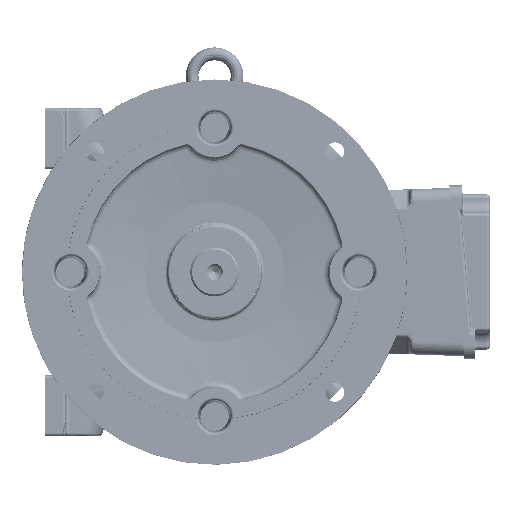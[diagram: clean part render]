
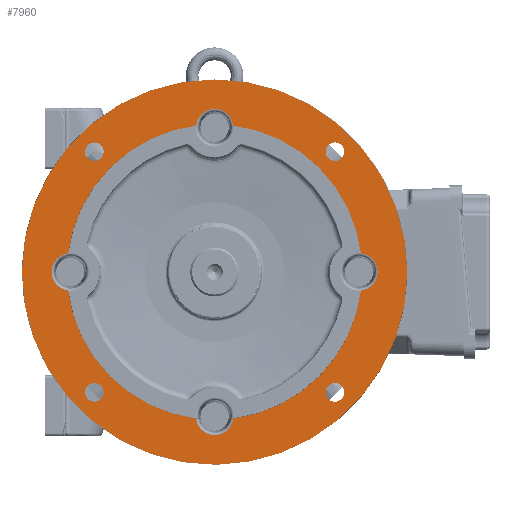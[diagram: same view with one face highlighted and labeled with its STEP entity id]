
A CAD part, left-side view. The second image highlights one B-rep face of the part: STEP entity #7960.
In plain terms, the highlighted planar face has unit normal (-1, 0, 0).
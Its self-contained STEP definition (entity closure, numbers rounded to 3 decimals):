
#7960 = ADVANCED_FACE( '', ( #18685, #18686, #18687, #18688, #18689, #18690 ), #18691, .T. );
#18685 = FACE_BOUND( '', #85999, .T. );
#18686 = FACE_BOUND( '', #86000, .T. );
#18687 = FACE_BOUND( '', #86001, .T. );
#18688 = FACE_BOUND( '', #86002, .T. );
#18689 = FACE_OUTER_BOUND( '', #86003, .T. );
#18690 = FACE_BOUND( '', #86004, .T. );
#18691 = PLANE( '', #86005 );
#85999 = EDGE_LOOP( '', ( #191209 ) );
#86000 = EDGE_LOOP( '', ( #191210 ) );
#86001 = EDGE_LOOP( '', ( #191211 ) );
#86002 = EDGE_LOOP( '', ( #191212 ) );
#86003 = EDGE_LOOP( '', ( #191213 ) );
#86004 = EDGE_LOOP( '', ( #191214, #191215, #191216, #191217, #191218, #191219, #191220, #191221 ) );
#86005 = AXIS2_PLACEMENT_3D( '', #191222, #191223, #191224 );
#191209 = ORIENTED_EDGE( '', *, *, #219611, .F. );
#191210 = ORIENTED_EDGE( '', *, *, #219612, .F. );
#191211 = ORIENTED_EDGE( '', *, *, #219613, .F. );
#191212 = ORIENTED_EDGE( '', *, *, #214974, .F. );
#191213 = ORIENTED_EDGE( '', *, *, #219614, .T. );
#191214 = ORIENTED_EDGE( '', *, *, #219615, .F. );
#191215 = ORIENTED_EDGE( '', *, *, #216854, .T. );
#191216 = ORIENTED_EDGE( '', *, *, #219616, .F. );
#191217 = ORIENTED_EDGE( '', *, *, #219462, .T. );
#191218 = ORIENTED_EDGE( '', *, *, #219617, .F. );
#191219 = ORIENTED_EDGE( '', *, *, #218407, .T. );
#191220 = ORIENTED_EDGE( '', *, *, #219618, .F. );
#191221 = ORIENTED_EDGE( '', *, *, #219619, .T. );
#191222 = CARTESIAN_POINT( '', ( -178., 0., 115. ) );
#191223 = DIRECTION( '', ( -1., 0., 0. ) );
#191224 = DIRECTION( '', ( 0., 0., 1. ) );
#214974 = EDGE_CURVE( '', #232120, #232120, #232121, .T. );
#216854 = EDGE_CURVE( '', #235053, #235057, #235059, .F. );
#218407 = EDGE_CURVE( '', #237339, #237343, #237345, .F. );
#219462 = EDGE_CURVE( '', #238804, #238806, #238808, .F. );
#219611 = EDGE_CURVE( '', #239008, #239008, #239009, .T. );
#219612 = EDGE_CURVE( '', #239010, #239010, #239011, .T. );
#219613 = EDGE_CURVE( '', #239012, #239012, #239013, .T. );
#219614 = EDGE_CURVE( '', #239014, #239014, #239015, .T. );
#219615 = EDGE_CURVE( '', #235053, #239016, #239017, .T. );
#219616 = EDGE_CURVE( '', #238804, #235057, #239018, .T. );
#219617 = EDGE_CURVE( '', #237339, #238806, #239019, .T. );
#219618 = EDGE_CURVE( '', #239020, #237343, #239021, .T. );
#219619 = EDGE_CURVE( '', #239020, #239016, #239022, .F. );
#232120 = VERTEX_POINT( '', #273439 );
#232121 = CIRCLE( '', #273440, 7.25 );
#235053 = VERTEX_POINT( '', #288050 );
#235057 = VERTEX_POINT( '', #288069 );
#235059 = CIRCLE( '', #288086, 14.495 );
#237339 = VERTEX_POINT( '', #299060 );
#237343 = VERTEX_POINT( '', #299079 );
#237345 = CIRCLE( '', #299096, 14.495 );
#238804 = VERTEX_POINT( '', #305192 );
#238806 = VERTEX_POINT( '', #305209 );
#238808 = CIRCLE( '', #305226, 14.495 );
#239008 = VERTEX_POINT( '', #305922 );
#239009 = CIRCLE( '', #305923, 7.25 );
#239010 = VERTEX_POINT( '', #305924 );
#239011 = CIRCLE( '', #305925, 7.25 );
#239012 = VERTEX_POINT( '', #305926 );
#239013 = CIRCLE( '', #305927, 7.25 );
#239014 = VERTEX_POINT( '', #305928 );
#239015 = CIRCLE( '', #305929, 150. );
#239016 = VERTEX_POINT( '', #305930 );
#239017 = CIRCLE( '', #305931, 115. );
#239018 = CIRCLE( '', #305932, 115. );
#239019 = CIRCLE( '', #305933, 115. );
#239020 = VERTEX_POINT( '', #305934 );
#239021 = CIRCLE( '', #305935, 115. );
#239022 = CIRCLE( '', #305936, 14.495 );
#273439 = CARTESIAN_POINT( '', ( -178., -93.692, -86.442 ) );
#273440 = AXIS2_PLACEMENT_3D( '', #345559, #345560, #345561 );
#288050 = CARTESIAN_POINT( '', ( -178., 114.094, -14.407 ) );
#288069 = CARTESIAN_POINT( '', ( -178., 114.094, 14.407 ) );
#288086 = AXIS2_PLACEMENT_3D( '', #347796, #347797, #347798 );
#299060 = CARTESIAN_POINT( '', ( -178., -114.094, 14.407 ) );
#299079 = CARTESIAN_POINT( '', ( -178., -114.094, -14.407 ) );
#299096 = AXIS2_PLACEMENT_3D( '', #349668, #349669, #349670 );
#305192 = CARTESIAN_POINT( '', ( -178., 14.407, 114.094 ) );
#305209 = CARTESIAN_POINT( '', ( -178., -14.407, 114.094 ) );
#305226 = AXIS2_PLACEMENT_3D( '', #350942, #350943, #350944 );
#305922 = CARTESIAN_POINT( '', ( -178., -93.692, 100.942 ) );
#305923 = AXIS2_PLACEMENT_3D( '', #351120, #351121, #351122 );
#305924 = CARTESIAN_POINT( '', ( -178., 93.692, 100.942 ) );
#305925 = AXIS2_PLACEMENT_3D( '', #351123, #351124, #351125 );
#305926 = CARTESIAN_POINT( '', ( -178., 93.692, -86.442 ) );
#305927 = AXIS2_PLACEMENT_3D( '', #351126, #351127, #351128 );
#305928 = CARTESIAN_POINT( '', ( -178., 0., 150. ) );
#305929 = AXIS2_PLACEMENT_3D( '', #351129, #351130, #351131 );
#305930 = CARTESIAN_POINT( '', ( -178., 14.407, -114.094 ) );
#305931 = AXIS2_PLACEMENT_3D( '', #351132, #351133, #351134 );
#305932 = AXIS2_PLACEMENT_3D( '', #351135, #351136, #351137 );
#305933 = AXIS2_PLACEMENT_3D( '', #351138, #351139, #351140 );
#305934 = CARTESIAN_POINT( '', ( -178., -14.407, -114.094 ) );
#305935 = AXIS2_PLACEMENT_3D( '', #351141, #351142, #351143 );
#305936 = AXIS2_PLACEMENT_3D( '', #351144, #351145, #351146 );
#345559 = CARTESIAN_POINT( '', ( -178., -93.692, -93.692 ) );
#345560 = DIRECTION( '', ( -1., 0., 0. ) );
#345561 = DIRECTION( '', ( 0., 0., 1. ) );
#347796 = CARTESIAN_POINT( '', ( -178., 112.5, 0. ) );
#347797 = DIRECTION( '', ( -1., 0., 0. ) );
#347798 = DIRECTION( '', ( 0., 0., 1. ) );
#349668 = CARTESIAN_POINT( '', ( -178., -112.5, 0. ) );
#349669 = DIRECTION( '', ( -1., 0., 0. ) );
#349670 = DIRECTION( '', ( 0., 0., 1. ) );
#350942 = CARTESIAN_POINT( '', ( -178., 0., 112.5 ) );
#350943 = DIRECTION( '', ( -1., 0., 0. ) );
#350944 = DIRECTION( '', ( 0., 0., 1. ) );
#351120 = CARTESIAN_POINT( '', ( -178., -93.692, 93.692 ) );
#351121 = DIRECTION( '', ( -1., 0., 0. ) );
#351122 = DIRECTION( '', ( 0., 0., 1. ) );
#351123 = CARTESIAN_POINT( '', ( -178., 93.692, 93.692 ) );
#351124 = DIRECTION( '', ( -1., 0., 0. ) );
#351125 = DIRECTION( '', ( 0., 0., 1. ) );
#351126 = CARTESIAN_POINT( '', ( -178., 93.692, -93.692 ) );
#351127 = DIRECTION( '', ( -1., 0., 0. ) );
#351128 = DIRECTION( '', ( 0., 0., 1. ) );
#351129 = CARTESIAN_POINT( '', ( -178., 0., 0. ) );
#351130 = DIRECTION( '', ( -1., 0., 0. ) );
#351131 = DIRECTION( '', ( 0., 0., 1. ) );
#351132 = CARTESIAN_POINT( '', ( -178., 0., 0. ) );
#351133 = DIRECTION( '', ( -1., 0., 0. ) );
#351134 = DIRECTION( '', ( 0., 0., 1. ) );
#351135 = CARTESIAN_POINT( '', ( -178., 0., 0. ) );
#351136 = DIRECTION( '', ( -1., 0., 0. ) );
#351137 = DIRECTION( '', ( 0., 0., 1. ) );
#351138 = CARTESIAN_POINT( '', ( -178., 0., 0. ) );
#351139 = DIRECTION( '', ( -1., 0., 0. ) );
#351140 = DIRECTION( '', ( 0., 0., 1. ) );
#351141 = CARTESIAN_POINT( '', ( -178., 0., 0. ) );
#351142 = DIRECTION( '', ( -1., 0., 0. ) );
#351143 = DIRECTION( '', ( 0., 0., 1. ) );
#351144 = CARTESIAN_POINT( '', ( -178., 0., -112.5 ) );
#351145 = DIRECTION( '', ( -1., 0., 0. ) );
#351146 = DIRECTION( '', ( 0., 0., 1. ) );
